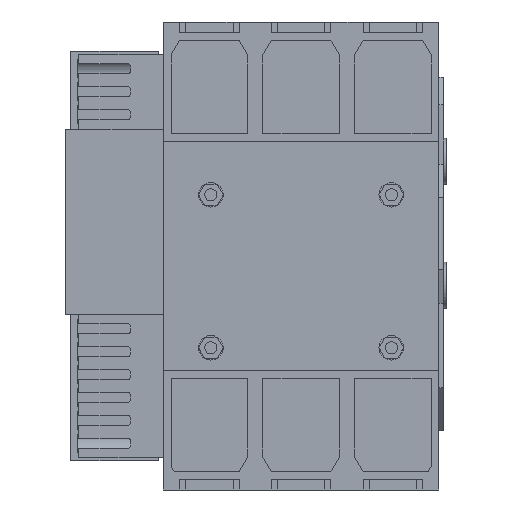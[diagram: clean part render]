
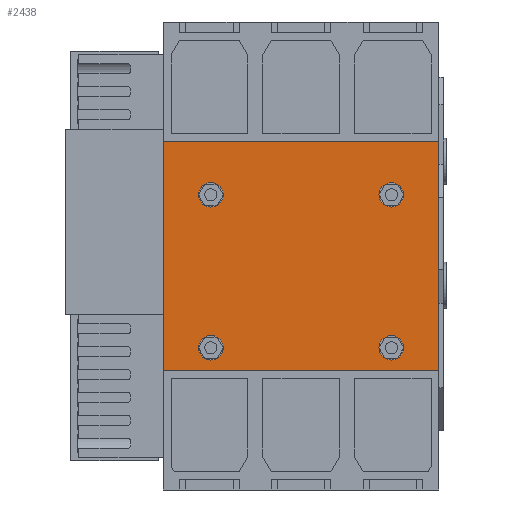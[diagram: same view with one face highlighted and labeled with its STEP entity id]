
A CAD part, front view. The second image highlights one B-rep face of the part: STEP entity #2438.
In plain terms, the highlighted planar face has unit normal (0, -1, 0).
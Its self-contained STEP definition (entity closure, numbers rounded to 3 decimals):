
#2358=AXIS2_PLACEMENT_3D('Plane Axis2P3D',#2355,#2356,#2357) ;
#2368=AXIS2_PLACEMENT_3D('Circle Axis2P3D',#2366,#2367,$) ;
#2377=AXIS2_PLACEMENT_3D('Circle Axis2P3D',#2375,#2376,$) ;
#2386=AXIS2_PLACEMENT_3D('Circle Axis2P3D',#2384,#2385,$) ;
#2395=AXIS2_PLACEMENT_3D('Circle Axis2P3D',#2393,#2394,$) ;
#2404=AXIS2_PLACEMENT_3D('Circle Axis2P3D',#2402,#2403,$) ;
#2413=AXIS2_PLACEMENT_3D('Circle Axis2P3D',#2411,#2412,$) ;
#2422=AXIS2_PLACEMENT_3D('Circle Axis2P3D',#2420,#2421,$) ;
#2431=AXIS2_PLACEMENT_3D('Circle Axis2P3D',#2429,#2430,$) ;
#2014=CARTESIAN_POINT('Vertex',(-45.,1.,-37.5)) ;
#2017=CARTESIAN_POINT('Line Origine',(-45.,1.,0.)) ;
#2021=CARTESIAN_POINT('Vertex',(-45.,1.,37.5)) ;
#2052=CARTESIAN_POINT('Line Origine',(0.,1.,-37.5)) ;
#2056=CARTESIAN_POINT('Vertex',(45.,1.,-37.5)) ;
#2096=CARTESIAN_POINT('Vertex',(45.,1.,37.5)) ;
#2099=CARTESIAN_POINT('Line Origine',(45.,1.,0.)) ;
#2343=CARTESIAN_POINT('Line Origine',(0.,1.,37.5)) ;
#2355=CARTESIAN_POINT('Axis2P3D Location',(0.,1.,-37.5)) ;
#2366=CARTESIAN_POINT('Axis2P3D Location',(29.5,1.,20.)) ;
#2370=CARTESIAN_POINT('Vertex',(33.5,1.,20.)) ;
#2372=CARTESIAN_POINT('Vertex',(25.5,1.,20.)) ;
#2375=CARTESIAN_POINT('Axis2P3D Location',(29.5,1.,20.)) ;
#2384=CARTESIAN_POINT('Axis2P3D Location',(-29.5,1.,20.)) ;
#2388=CARTESIAN_POINT('Vertex',(-25.5,1.,20.)) ;
#2390=CARTESIAN_POINT('Vertex',(-33.5,1.,20.)) ;
#2393=CARTESIAN_POINT('Axis2P3D Location',(-29.5,1.,20.)) ;
#2402=CARTESIAN_POINT('Axis2P3D Location',(-29.5,1.,-30.)) ;
#2406=CARTESIAN_POINT('Vertex',(-25.5,1.,-30.)) ;
#2408=CARTESIAN_POINT('Vertex',(-33.5,1.,-30.)) ;
#2411=CARTESIAN_POINT('Axis2P3D Location',(-29.5,1.,-30.)) ;
#2420=CARTESIAN_POINT('Axis2P3D Location',(29.5,1.,-30.)) ;
#2424=CARTESIAN_POINT('Vertex',(33.5,1.,-30.)) ;
#2426=CARTESIAN_POINT('Vertex',(25.5,1.,-30.)) ;
#2429=CARTESIAN_POINT('Axis2P3D Location',(29.5,1.,-30.)) ;
#2018=DIRECTION('Vector Direction',(0.,0.,1.)) ;
#2053=DIRECTION('Vector Direction',(1.,0.,0.)) ;
#2100=DIRECTION('Vector Direction',(0.,0.,1.)) ;
#2344=DIRECTION('Vector Direction',(1.,0.,0.)) ;
#2356=DIRECTION('Axis2P3D Direction',(0.,1.,0.)) ;
#2357=DIRECTION('Axis2P3D XDirection',(0.,0.,1.)) ;
#2367=DIRECTION('Axis2P3D Direction',(0.,1.,0.)) ;
#2376=DIRECTION('Axis2P3D Direction',(0.,1.,0.)) ;
#2385=DIRECTION('Axis2P3D Direction',(0.,1.,0.)) ;
#2394=DIRECTION('Axis2P3D Direction',(0.,1.,0.)) ;
#2403=DIRECTION('Axis2P3D Direction',(0.,1.,0.)) ;
#2412=DIRECTION('Axis2P3D Direction',(0.,1.,0.)) ;
#2421=DIRECTION('Axis2P3D Direction',(0.,1.,0.)) ;
#2430=DIRECTION('Axis2P3D Direction',(0.,1.,0.)) ;
#2019=VECTOR('Line Direction',#2018,1.) ;
#2054=VECTOR('Line Direction',#2053,1.) ;
#2101=VECTOR('Line Direction',#2100,1.) ;
#2345=VECTOR('Line Direction',#2344,1.) ;
#2361=ORIENTED_EDGE('',*,*,#2347,.F.) ;
#2362=ORIENTED_EDGE('',*,*,#2023,.T.) ;
#2363=ORIENTED_EDGE('',*,*,#2058,.T.) ;
#2364=ORIENTED_EDGE('',*,*,#2103,.F.) ;
#2381=ORIENTED_EDGE('',*,*,#2374,.T.) ;
#2382=ORIENTED_EDGE('',*,*,#2379,.T.) ;
#2399=ORIENTED_EDGE('',*,*,#2392,.T.) ;
#2400=ORIENTED_EDGE('',*,*,#2397,.T.) ;
#2417=ORIENTED_EDGE('',*,*,#2410,.T.) ;
#2418=ORIENTED_EDGE('',*,*,#2415,.T.) ;
#2435=ORIENTED_EDGE('',*,*,#2428,.T.) ;
#2436=ORIENTED_EDGE('',*,*,#2433,.T.) ;
#2383=FACE_BOUND('',#2380,.T.) ;
#2401=FACE_BOUND('',#2398,.T.) ;
#2419=FACE_BOUND('',#2416,.T.) ;
#2437=FACE_BOUND('',#2434,.T.) ;
#2438=ADVANCED_FACE('Interruttore base XT2_3p_Withdrawable Fixing 70mm (parte fissa)',(#2365,#2383,#2401,#2419,#2437),#2359,.F.) ;
#2369=CIRCLE('generated circle',#2368,4.) ;
#2378=CIRCLE('generated circle',#2377,4.) ;
#2387=CIRCLE('generated circle',#2386,4.) ;
#2396=CIRCLE('generated circle',#2395,4.) ;
#2405=CIRCLE('generated circle',#2404,4.) ;
#2414=CIRCLE('generated circle',#2413,4.) ;
#2423=CIRCLE('generated circle',#2422,4.) ;
#2432=CIRCLE('generated circle',#2431,4.) ;
#2023=EDGE_CURVE('',#2022,#2015,#2020,.F.) ;
#2058=EDGE_CURVE('',#2015,#2057,#2055,.T.) ;
#2103=EDGE_CURVE('',#2097,#2057,#2102,.F.) ;
#2347=EDGE_CURVE('',#2022,#2097,#2346,.T.) ;
#2374=EDGE_CURVE('',#2371,#2373,#2369,.T.) ;
#2379=EDGE_CURVE('',#2373,#2371,#2378,.T.) ;
#2392=EDGE_CURVE('',#2389,#2391,#2387,.T.) ;
#2397=EDGE_CURVE('',#2391,#2389,#2396,.T.) ;
#2410=EDGE_CURVE('',#2407,#2409,#2405,.T.) ;
#2415=EDGE_CURVE('',#2409,#2407,#2414,.T.) ;
#2428=EDGE_CURVE('',#2425,#2427,#2423,.T.) ;
#2433=EDGE_CURVE('',#2427,#2425,#2432,.T.) ;
#2360=EDGE_LOOP('',(#2361,#2362,#2363,#2364)) ;
#2380=EDGE_LOOP('',(#2381,#2382)) ;
#2398=EDGE_LOOP('',(#2399,#2400)) ;
#2416=EDGE_LOOP('',(#2417,#2418)) ;
#2434=EDGE_LOOP('',(#2435,#2436)) ;
#2365=FACE_OUTER_BOUND('',#2360,.T.) ;
#2020=LINE('Line',#2017,#2019) ;
#2055=LINE('Line',#2052,#2054) ;
#2102=LINE('Line',#2099,#2101) ;
#2346=LINE('Line',#2343,#2345) ;
#2359=PLANE('',#2358) ;
#2015=VERTEX_POINT('',#2014) ;
#2022=VERTEX_POINT('',#2021) ;
#2057=VERTEX_POINT('',#2056) ;
#2097=VERTEX_POINT('',#2096) ;
#2371=VERTEX_POINT('',#2370) ;
#2373=VERTEX_POINT('',#2372) ;
#2389=VERTEX_POINT('',#2388) ;
#2391=VERTEX_POINT('',#2390) ;
#2407=VERTEX_POINT('',#2406) ;
#2409=VERTEX_POINT('',#2408) ;
#2425=VERTEX_POINT('',#2424) ;
#2427=VERTEX_POINT('',#2426) ;
